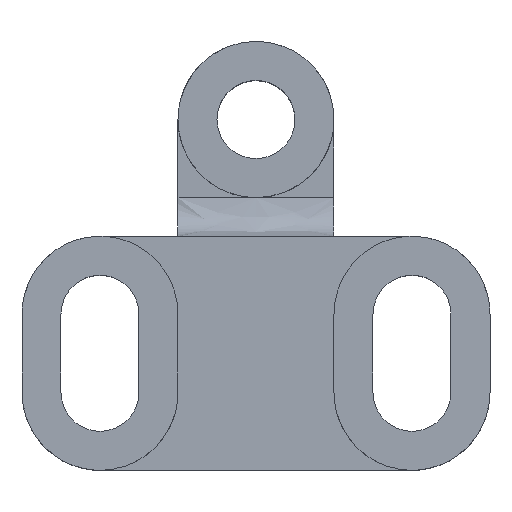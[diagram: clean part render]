
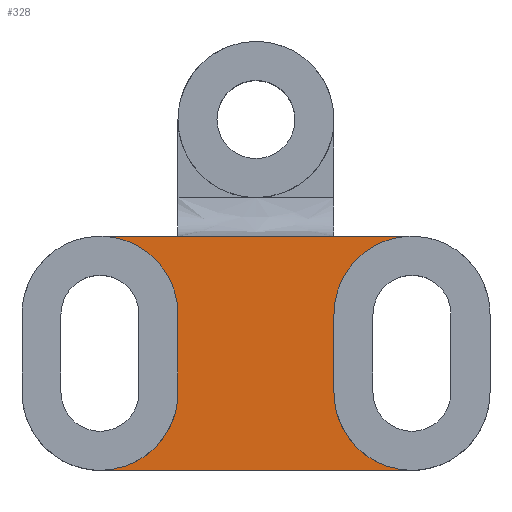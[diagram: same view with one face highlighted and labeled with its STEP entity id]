
A CAD part, top view. The second image highlights one B-rep face of the part: STEP entity #328.
In plain terms, the highlighted free-form (B-spline) face has degree [1, 1] with [2, 2] control points.
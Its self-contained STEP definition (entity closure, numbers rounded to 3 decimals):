
#242 = VERTEX_POINT('',#243);
#243 = CARTESIAN_POINT('',(-50.153,37.615,
    18.807));
#248 = EDGE_CURVE('',#242,#249,#251,.T.);
#249 = VERTEX_POINT('',#250);
#250 = CARTESIAN_POINT('',(50.153,37.615,
    18.807));
#251 = B_SPLINE_CURVE_WITH_KNOTS('',1,(#252,#253),.UNSPECIFIED.,.F.,.F.,
  (2,2),(-40.,40.),.PIECEWISE_BEZIER_KNOTS.);
#252 = CARTESIAN_POINT('',(-50.153,37.615,
    18.807));
#253 = CARTESIAN_POINT('',(50.153,37.615,
    18.807));
#306 = VERTEX_POINT('',#307);
#307 = CARTESIAN_POINT('',(50.153,-37.615,
    18.807));
#312 = EDGE_CURVE('',#313,#306,#315,.T.);
#313 = VERTEX_POINT('',#314);
#314 = CARTESIAN_POINT('',(-50.153,-37.615,
    18.807));
#315 = B_SPLINE_CURVE_WITH_KNOTS('',1,(#316,#317),.UNSPECIFIED.,.F.,.F.,
  (2,2),(-40.,40.),.PIECEWISE_BEZIER_KNOTS.);
#316 = CARTESIAN_POINT('',(-50.153,-37.615,
    18.807));
#317 = CARTESIAN_POINT('',(50.153,-37.615,
    18.807));
#328 = ADVANCED_FACE('',(#329),#375,.T.);
#329 = FACE_BOUND('',#330,.T.);
#330 = EDGE_LOOP('',(#331,#340,#346,#347,#355,#362,#368,#369));
#331 = ORIENTED_EDGE('',*,*,#332,.T.);
#332 = EDGE_CURVE('',#333,#335,#337,.T.);
#333 = VERTEX_POINT('',#334);
#334 = CARTESIAN_POINT('',(25.076,-12.538,
    18.807));
#335 = VERTEX_POINT('',#336);
#336 = CARTESIAN_POINT('',(25.076,12.538,
    18.807));
#337 = B_SPLINE_CURVE_WITH_KNOTS('',1,(#338,#339),.UNSPECIFIED.,.F.,.F.,
  (2,2),(-10.,10.),.PIECEWISE_BEZIER_KNOTS.);
#338 = CARTESIAN_POINT('',(25.076,-12.538,
    18.807));
#339 = CARTESIAN_POINT('',(25.076,12.538,
    18.807));
#340 = ORIENTED_EDGE('',*,*,#341,.T.);
#341 = EDGE_CURVE('',#335,#249,#342,.T.);
#342 = ( BOUNDED_CURVE() B_SPLINE_CURVE(2,(#343,#344,#345),
.UNSPECIFIED.,.F.,.F.) B_SPLINE_CURVE_WITH_KNOTS((3,3),(3.142,
4.712),.PIECEWISE_BEZIER_KNOTS.) CURVE() 
GEOMETRIC_REPRESENTATION_ITEM() RATIONAL_B_SPLINE_CURVE((1.,
0.707,1.)) REPRESENTATION_ITEM('') );
#343 = CARTESIAN_POINT('',(25.076,12.538,
    18.807));
#344 = CARTESIAN_POINT('',(25.076,37.615,
    18.807));
#345 = CARTESIAN_POINT('',(50.153,37.615,
    18.807));
#346 = ORIENTED_EDGE('',*,*,#248,.F.);
#347 = ORIENTED_EDGE('',*,*,#348,.F.);
#348 = EDGE_CURVE('',#349,#242,#351,.T.);
#349 = VERTEX_POINT('',#350);
#350 = CARTESIAN_POINT('',(-25.076,12.538,
    18.807));
#351 = ( BOUNDED_CURVE() B_SPLINE_CURVE(2,(#352,#353,#354),
.UNSPECIFIED.,.F.,.F.) B_SPLINE_CURVE_WITH_KNOTS((3,3),(0.,
1.571),.PIECEWISE_BEZIER_KNOTS.) CURVE() 
GEOMETRIC_REPRESENTATION_ITEM() RATIONAL_B_SPLINE_CURVE((1.,
0.707,1.)) REPRESENTATION_ITEM('') );
#352 = CARTESIAN_POINT('',(-25.076,12.538,
    18.807));
#353 = CARTESIAN_POINT('',(-25.076,37.615,
    18.807));
#354 = CARTESIAN_POINT('',(-50.153,37.615,
    18.807));
#355 = ORIENTED_EDGE('',*,*,#356,.F.);
#356 = EDGE_CURVE('',#357,#349,#359,.T.);
#357 = VERTEX_POINT('',#358);
#358 = CARTESIAN_POINT('',(-25.076,-12.538,
    18.807));
#359 = B_SPLINE_CURVE_WITH_KNOTS('',1,(#360,#361),.UNSPECIFIED.,.F.,.F.,
  (2,2),(-10.,10.),.PIECEWISE_BEZIER_KNOTS.);
#360 = CARTESIAN_POINT('',(-25.076,-12.538,
    18.807));
#361 = CARTESIAN_POINT('',(-25.076,12.538,
    18.807));
#362 = ORIENTED_EDGE('',*,*,#363,.F.);
#363 = EDGE_CURVE('',#313,#357,#364,.T.);
#364 = ( BOUNDED_CURVE() B_SPLINE_CURVE(2,(#365,#366,#367),
.UNSPECIFIED.,.F.,.F.) B_SPLINE_CURVE_WITH_KNOTS((3,3),(4.712,
6.283),.PIECEWISE_BEZIER_KNOTS.) CURVE() 
GEOMETRIC_REPRESENTATION_ITEM() RATIONAL_B_SPLINE_CURVE((1.,
0.707,1.)) REPRESENTATION_ITEM('') );
#365 = CARTESIAN_POINT('',(-50.153,-37.615,
    18.807));
#366 = CARTESIAN_POINT('',(-25.076,-37.615,
    18.807));
#367 = CARTESIAN_POINT('',(-25.076,-12.538,
    18.807));
#368 = ORIENTED_EDGE('',*,*,#312,.T.);
#369 = ORIENTED_EDGE('',*,*,#370,.T.);
#370 = EDGE_CURVE('',#306,#333,#371,.T.);
#371 = ( BOUNDED_CURVE() B_SPLINE_CURVE(2,(#372,#373,#374),
.UNSPECIFIED.,.F.,.F.) B_SPLINE_CURVE_WITH_KNOTS((3,3),(1.571,
3.142),.PIECEWISE_BEZIER_KNOTS.) CURVE() 
GEOMETRIC_REPRESENTATION_ITEM() RATIONAL_B_SPLINE_CURVE((1.,
0.707,1.)) REPRESENTATION_ITEM('') );
#372 = CARTESIAN_POINT('',(50.153,-37.615,
    18.807));
#373 = CARTESIAN_POINT('',(25.076,-37.615,
    18.807));
#374 = CARTESIAN_POINT('',(25.076,-12.538,
    18.807));
#375 = B_SPLINE_SURFACE_WITH_KNOTS('',1,1,(
    (#376,#377)
    ,(#378,#379
    )),.UNSPECIFIED.,.F.,.F.,.F.,(2,2),(2,2),(-40.,40.),(-30.,30.),
  .PIECEWISE_BEZIER_KNOTS.);
#376 = CARTESIAN_POINT('',(-50.153,-37.615,
    18.807));
#377 = CARTESIAN_POINT('',(-50.153,37.615,
    18.807));
#378 = CARTESIAN_POINT('',(50.153,-37.615,
    18.807));
#379 = CARTESIAN_POINT('',(50.153,37.615,
    18.807));
